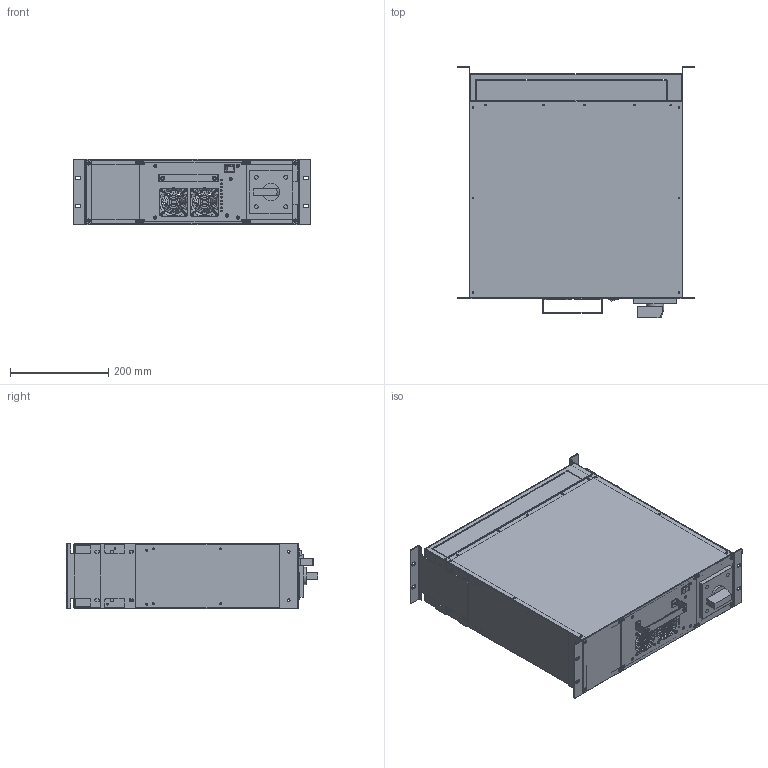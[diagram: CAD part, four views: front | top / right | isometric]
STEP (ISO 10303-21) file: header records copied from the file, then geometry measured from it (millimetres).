
FILE_DESCRIPTION(/* description */ (''),/* implementation_level */ '2;1');
FILE_NAME(/* name */ 'BP-1Ф-3U-MBP4529 (3D) v1.0.stp',/* time_stamp */ '2025-07-15T11:00:16+07:00',/* author */ ('YA'),/* organization */ (''),/* preprocessor_version */ 'ST-DEVELOPER v17',/* originating_system */ 'Autodesk Inventor 2019',/* authorisation */ '');
FILE_SCHEMA (('AUTOMOTIVE_DESIGN { 1 0 10303 214 3 1 1 }'));
Products named in the file (173): BP-1Ф-3U-MBP4529 (3D) v1.0; BP-1Ф-3U-MBP4529 (3D) v1.01; BP-1Ф-3U-MBP4529 (3D) v1.02; BP-1Ф-3U-MBP4529 (3D) v1.03; BP-1Ф-3U-MBP4529 (3D) v1.04; BP-1Ф-3U-MBP4529 (3D) v1.05; BP-1Ф-3U-MBP4529 (3D) v1.06; BP-1Ф-3U-MBP4529 (3D) v1.07; BP-1Ф-3U-MBP4529 (3D) v1.08; BP-1Ф-3U-MBP4529 (3D) v1.09; BP-1Ф-3U-MBP4529 (3D) v1.010; BP-1Ф-3U-MBP4529 (3D) v1.011; BP-1Ф-3U-MBP4529 (3D) v1.012; BP-1Ф-3U-MBP4529 (3D) v1.013; BP-1Ф-3U-MBP4529 (3D) v1.014; BP-1Ф-3U-MBP4529 (3D) v1.015; BP-1Ф-3U-MBP4529 (3D) v1.016; BP-1Ф-3U-MBP4529 (3D) v1.017; BP-1Ф-3U-MBP4529 (3D) v1.018; BP-1Ф-3U-MBP4529 (3D) v1.019; BP-1Ф-3U-MBP4529 (3D) v1.020; BP-1Ф-3U-MBP4529 (3D) v1.021; BP-1Ф-3U-MBP4529 (3D) v1.022; BP-1Ф-3U-MBP4529 (3D) v1.023; BP-1Ф-3U-MBP4529 (3D) v1.024; BP-1Ф-3U-MBP4529 (3D) v1.025; BP-1Ф-3U-MBP4529 (3D) v1.026; BP-1Ф-3U-MBP4529 (3D) v1.027; BP-1Ф-3U-MBP4529 (3D) v1.028; BP-1Ф-3U-MBP4529 (3D) v1.029; BP-1Ф-3U-MBP4529 (3D) v1.030; BP-1Ф-3U-MBP4529 (3D) v1.031; BP-1Ф-3U-MBP4529 (3D) v1.032; BP-1Ф-3U-MBP4529 (3D) v1.033; BP-1Ф-3U-MBP4529 (3D) v1.034; BP-1Ф-3U-MBP4529 (3D) v1.035; BP-1Ф-3U-MBP4529 (3D) v1.036; BP-1Ф-3U-MBP4529 (3D) v1.037; BP-1Ф-3U-MBP4529 (3D) v1.038; BP-1Ф-3U-MBP4529 (3D) v1.039 ...
Assembly tree (172 placements, depth 2):
  BP-1Ф-3U-MBP4529 (3D) v1.0
    BP-1Ф-3U-MBP4529 (3D) v1.01
    BP-1Ф-3U-MBP4529 (3D) v1.02
    BP-1Ф-3U-MBP4529 (3D) v1.03
    BP-1Ф-3U-MBP4529 (3D) v1.04
    BP-1Ф-3U-MBP4529 (3D) v1.05
    BP-1Ф-3U-MBP4529 (3D) v1.06
    BP-1Ф-3U-MBP4529 (3D) v1.07
    BP-1Ф-3U-MBP4529 (3D) v1.08
    BP-1Ф-3U-MBP4529 (3D) v1.09
    BP-1Ф-3U-MBP4529 (3D) v1.010
    BP-1Ф-3U-MBP4529 (3D) v1.011
    BP-1Ф-3U-MBP4529 (3D) v1.012
    BP-1Ф-3U-MBP4529 (3D) v1.013
    BP-1Ф-3U-MBP4529 (3D) v1.014
    BP-1Ф-3U-MBP4529 (3D) v1.015
    BP-1Ф-3U-MBP4529 (3D) v1.016
    BP-1Ф-3U-MBP4529 (3D) v1.017
    BP-1Ф-3U-MBP4529 (3D) v1.018
    BP-1Ф-3U-MBP4529 (3D) v1.019
    BP-1Ф-3U-MBP4529 (3D) v1.020
    BP-1Ф-3U-MBP4529 (3D) v1.021
    BP-1Ф-3U-MBP4529 (3D) v1.022
    BP-1Ф-3U-MBP4529 (3D) v1.023
    BP-1Ф-3U-MBP4529 (3D) v1.024
    BP-1Ф-3U-MBP4529 (3D) v1.025
    BP-1Ф-3U-MBP4529 (3D) v1.026
    BP-1Ф-3U-MBP4529 (3D) v1.027
    BP-1Ф-3U-MBP4529 (3D) v1.028
    BP-1Ф-3U-MBP4529 (3D) v1.029
    BP-1Ф-3U-MBP4529 (3D) v1.030
    BP-1Ф-3U-MBP4529 (3D) v1.031
    BP-1Ф-3U-MBP4529 (3D) v1.032
    BP-1Ф-3U-MBP4529 (3D) v1.033
    BP-1Ф-3U-MBP4529 (3D) v1.034
    BP-1Ф-3U-MBP4529 (3D) v1.035
    BP-1Ф-3U-MBP4529 (3D) v1.036
    BP-1Ф-3U-MBP4529 (3D) v1.037
    BP-1Ф-3U-MBP4529 (3D) v1.038
    BP-1Ф-3U-MBP4529 (3D) v1.039
    BP-1Ф-3U-MBP4529 (3D) v1.040
    BP-1Ф-3U-MBP4529 (3D) v1.041
    BP-1Ф-3U-MBP4529 (3D) v1.042
    BP-1Ф-3U-MBP4529 (3D) v1.043
    BP-1Ф-3U-MBP4529 (3D) v1.044
    BP-1Ф-3U-MBP4529 (3D) v1.045
    BP-1Ф-3U-MBP4529 (3D) v1.046
    BP-1Ф-3U-MBP4529 (3D) v1.047
    BP-1Ф-3U-MBP4529 (3D) v1.048
    BP-1Ф-3U-MBP4529 (3D) v1.049
    BP-1Ф-3U-MBP4529 (3D) v1.050
    BP-1Ф-3U-MBP4529 (3D) v1.051
    BP-1Ф-3U-MBP4529 (3D) v1.052
    BP-1Ф-3U-MBP4529 (3D) v1.053
    BP-1Ф-3U-MBP4529 (3D) v1.054
    BP-1Ф-3U-MBP4529 (3D) v1.055
    BP-1Ф-3U-MBP4529 (3D) v1.056
    BP-1Ф-3U-MBP4529 (3D) v1.057
    BP-1Ф-3U-MBP4529 (3D) v1.058
    BP-1Ф-3U-MBP4529 (3D) v1.059
Bounding box: 482.6 x 513 x 132.5 mm (x, y, z)
Volume: 1090507.9 mm3; surface area: 1667976.6 mm2
Topology: 214 solids, 214 shells, 3266 faces, 8811 edges, 5943 vertices
Faces by surface type: plane 2502, cylinder 623, torus 70, sphere 38, cone 33
Full cylindrical faces by diameter (mm): 0.956 x16, 1 x56, 1.6 x14, 2 x3, 3 x10, 3.15 x14, 3.2 x14, 3.5 x57, 4 x13, 4.11 x8, 4.5 x8, 4.8 x10, 5 x43, 5.353 x8, 5.4 x4, 6 x16, 7 x25, 8 x4, 8.5 x2, 10 x1, 12 x9, 35 x1, 50.186 x2
Entity records: 113237 total; most frequent: CARTESIAN_POINT 20227, DIRECTION 17763, ORIENTED_EDGE 17546, EDGE_CURVE 8773, LINE 6717, VECTOR 6717, VERTEX_POINT 5943, AXIS2_PLACEMENT_3D 5523
